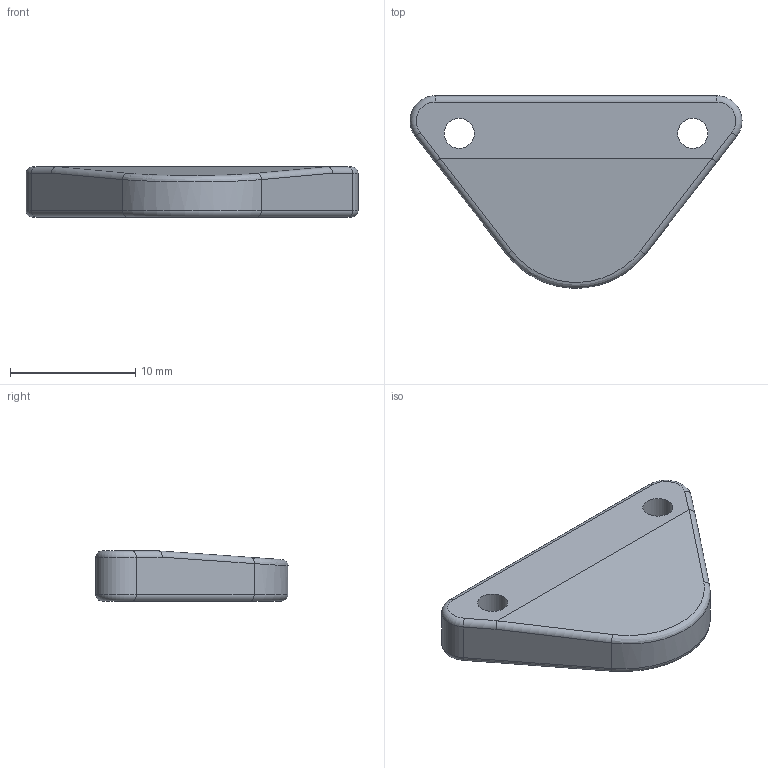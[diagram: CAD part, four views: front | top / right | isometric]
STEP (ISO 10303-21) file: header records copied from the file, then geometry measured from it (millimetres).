
FILE_DESCRIPTION(/* description */ (''),/* implementation_level */ '2;1');
FILE_NAME(/* name */ 'Willy Fluke case_foot.step',/* time_stamp */ '2023-11-28T16:15:53-08:00',/* author */ (''),/* organization */ (''),/* preprocessor_version */ 'ST-DEVELOPER v20',/* originating_system */ 'Autodesk Translation Framework v12.14.0.127',/* authorisation */ '');
FILE_SCHEMA (('AUTOMOTIVE_DESIGN { 1 0 10303 214 3 1 1 }'));
Length unit declared in the file: millimetre
Products named in the file (1): Fluke
Bounding box: 26.46 x 15.33 x 4 mm (x, y, z)
Volume: 857.8 mm3; surface area: 894.8 mm2
Topology: 1 solids, 1 shells, 31 faces, 66 edges, 40 vertices
Faces by surface type: cylinder 16, plane 9, torus 5, bspline 1
Full cylindrical faces by diameter (mm): 2.4 x2, 4 x2, 10.5 x1
Entity records: 933 total; most frequent: CARTESIAN_POINT 167, DIRECTION 166, ORIENTED_EDGE 132, AXIS2_PLACEMENT_3D 69, EDGE_CURVE 66, VERTEX_POINT 40, EDGE_LOOP 38, CIRCLE 32
